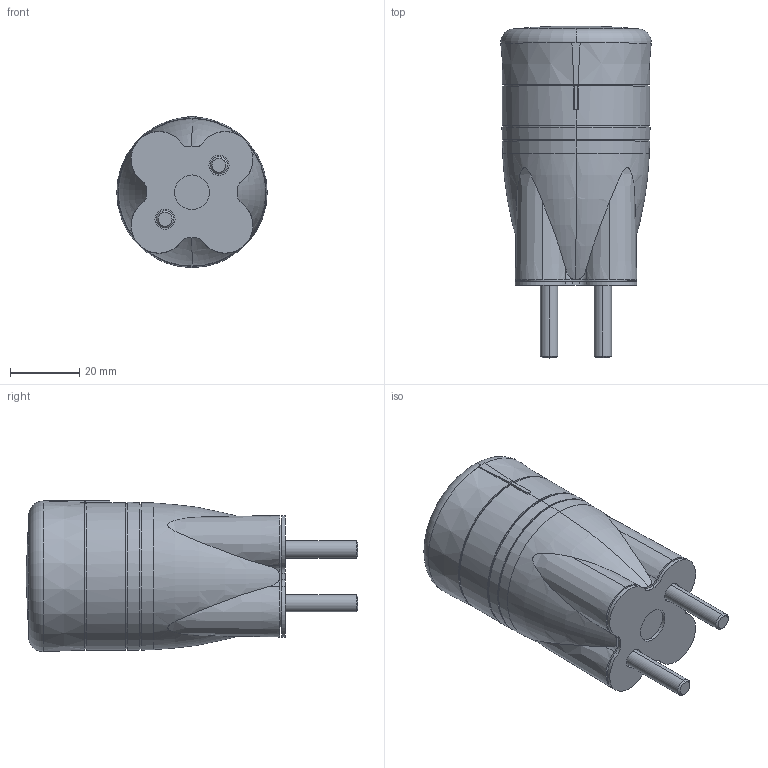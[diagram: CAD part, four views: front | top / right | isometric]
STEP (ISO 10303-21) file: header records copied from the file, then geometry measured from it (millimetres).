
FILE_DESCRIPTION (( 'STEP AP214' ), '1' );
FILE_NAME ('sl4_pib_ims.stp', '2013-09-20T08:58:21', ( '' ), ( '' ), 'SwSTEP 2.0', 'SolidWorks 2011', '' );
FILE_SCHEMA (( 'AUTOMOTIVE_DESIGN' ));
Length unit declared in the file: millimetre
Products named in the file (3): SL4-TowerCap_HI; 171301_part1_HI; sl4_pib_ims
Assembly tree (2 placements, depth 2):
  sl4_pib_ims
    SL4-TowerCap_HI
    171301_part1_HI
Bounding box: 43.43 x 95.79 x 43.62 mm (x, y, z)
Volume: 96454.9 mm3; surface area: 20245.2 mm2
Topology: 2 solids, 2 shells, 177 faces, 446 edges, 292 vertices
Faces by surface type: plane 71, cylinder 50, cone 44, torus 8, sphere 4
Entity records: 5838 total; most frequent: CARTESIAN_POINT 1260, DIRECTION 1006, ORIENTED_EDGE 892, EDGE_CURVE 446, AXIS2_PLACEMENT_3D 400, VERTEX_POINT 292, CIRCLE 218, VECTOR 206
